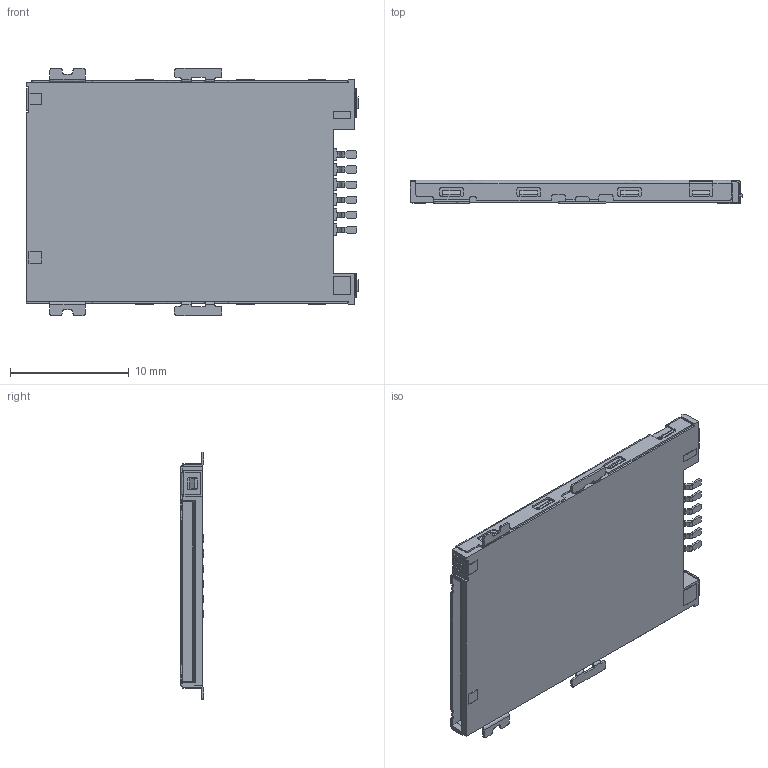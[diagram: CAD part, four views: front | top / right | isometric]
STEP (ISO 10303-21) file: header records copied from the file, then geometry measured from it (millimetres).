
FILE_DESCRIPTION (( 'STEP AP214' ), '1' );
FILE_NAME ('FMS006-2620-0(01)3D.STEP', '2020-06-12T15:01:33', ( '' ), ( '' ), 'SwSTEP 2.0', 'SolidWorks 2018', '' );
FILE_SCHEMA (( 'AUTOMOTIVE_DESIGN' ));
Length unit declared in the file: millimetre
Products named in the file (2): FMS006-2620-0(01)3D
Bounding box: 27.95 x 1.95 x 20.8 mm (x, y, z)
Volume: 888.8 mm3; surface area: 1313.2 mm2
Topology: 1 solids, 1 shells, 726 faces, 2057 edges, 1350 vertices
Faces by surface type: bspline 726
Entity records: 25216 total; most frequent: CARTESIAN_POINT 13066, ORIENTED_EDGE 4114, EDGE_CURVE 2057, B_SPLINE_CURVE_WITH_KNOTS 1832, VERTEX_POINT 1350, EDGE_LOOP 761, ADVANCED_FACE 726, FACE_OUTER_BOUND 726
